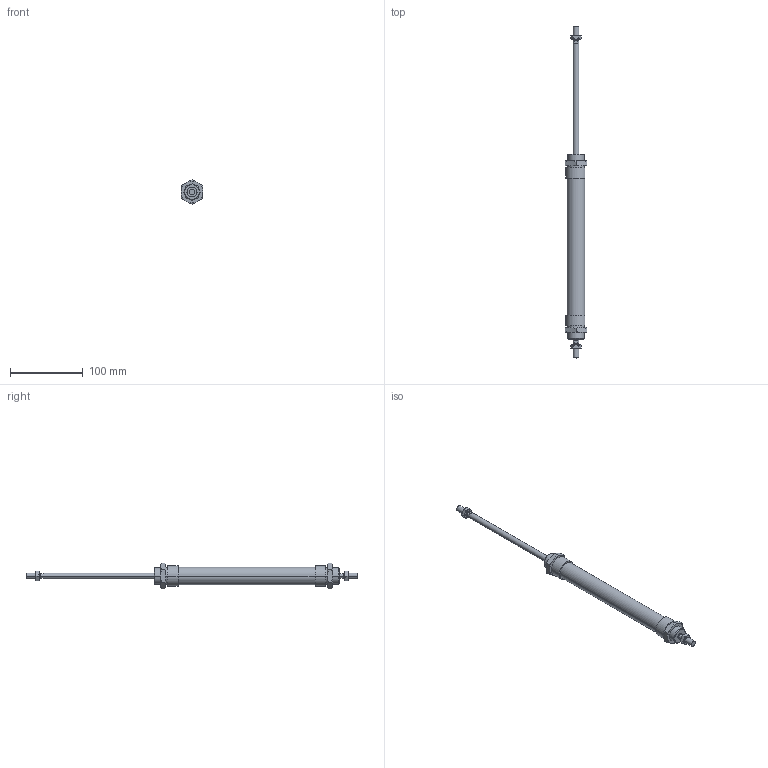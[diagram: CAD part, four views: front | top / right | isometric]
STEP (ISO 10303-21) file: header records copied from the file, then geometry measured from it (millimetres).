
FILE_DESCRIPTION((''),'2;1');
FILE_NAME('1262_20_0150.stp','2003-04-02T19:03:10',('maffial1'),(''),'Autodesk Inventor (R) 6.0','Autodesk Inventor (R) 6.0','');
FILE_SCHEMA(('AUTOMOTIVE_DESIGN { 1 0 10303 214 1 1 1 1 }'));
Length unit declared in the file: millimetre
Products named in the file (5): 1262_20_0150; S1262_20_150; C1262_20_150; 1200_20_05; 1200_20_06
Assembly tree (6 placements, depth 2):
  1262_20_0150
    S1262_20_150
    C1262_20_150
    1200_20_05  x2
    1200_20_06  x2
Bounding box: 30 x 456 x 34.64 mm (x, y, z)
Volume: 132817.6 mm3; surface area: 43803.7 mm2
Topology: 6 solids, 6 shells, 186 faces, 414 edges, 244 vertices
Faces by surface type: cone 72, plane 60, bspline 32, cylinder 22
Entity records: 3925 total; most frequent: CARTESIAN_POINT 1081, DIRECTION 588, ORIENTED_EDGE 572, EDGE_CURVE 286, AXIS2_PLACEMENT_3D 243, VERTEX_POINT 172, EDGE_LOOP 140, FACE_OUTER_BOUND 126
